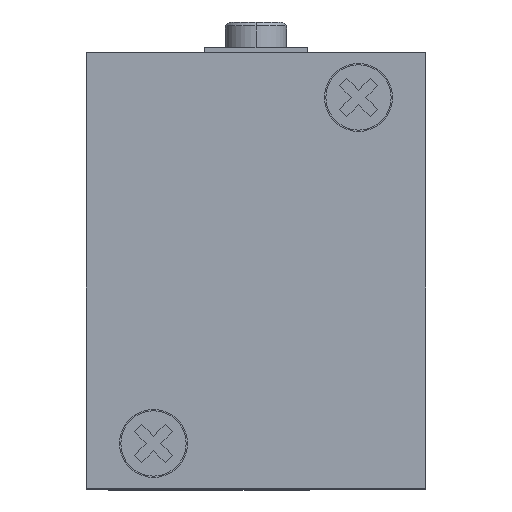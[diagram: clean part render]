
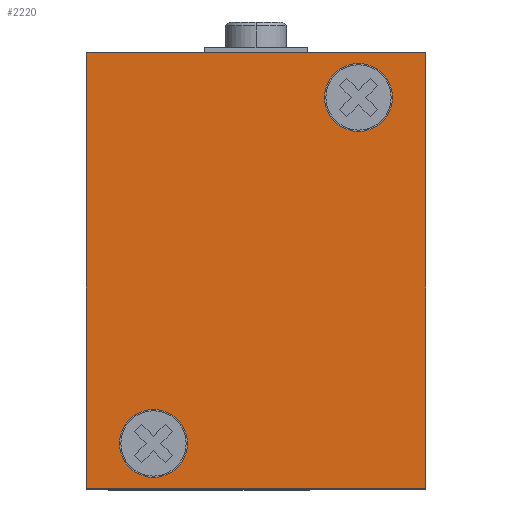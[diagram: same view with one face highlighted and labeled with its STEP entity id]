
A CAD part, top view. The second image highlights one B-rep face of the part: STEP entity #2220.
In plain terms, the highlighted planar face has unit normal (0, 0, 1).
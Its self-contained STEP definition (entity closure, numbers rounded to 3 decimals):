
#802 = EDGE_CURVE ( 'NONE', #7545, #7465, #6764, .T. ) ;
#810 = EDGE_CURVE ( 'NONE', #7502, #7423, #6776, .T. ) ;
#855 = EDGE_CURVE ( 'NONE', #7423, #7502, #6860, .T. ) ;
#860 = EDGE_CURVE ( 'NONE', #7398, #7463, #6868, .T. ) ;
#863 = EDGE_CURVE ( 'NONE', #7391, #7398, #6874, .T. ) ;
#865 = EDGE_CURVE ( 'NONE', #7391, #7399, #6878, .T. ) ;
#867 = EDGE_CURVE ( 'NONE', #7399, #7463, #6882, .T. ) ;
#868 = EDGE_CURVE ( 'NONE', #7465, #7545, #6884, .T. ) ;
#929 = AXIS2_PLACEMENT_3D ( 'NONE', #6701, #6702, #6703 ) ;
#933 = AXIS2_PLACEMENT_3D ( 'NONE', #6652, #6651, #6660 ) ;
#939 = AXIS2_PLACEMENT_3D ( 'NONE', #3495, #3496, #3497 ) ;
#940 = AXIS2_PLACEMENT_3D ( 'NONE', #3505, #3506, #3507 ) ;
#982 = AXIS2_PLACEMENT_3D ( 'NONE', #2315, #2316, #2317 ) ;
#2220 = ADVANCED_FACE ( 'NONE', ( #7022, #7023, #7024 ), #2314, .T. ) ;
#2314 = PLANE ( 'NONE',  #982 ) ;
#2315 = CARTESIAN_POINT ( 'NONE',  ( 0., -16.671, 0. ) ) ;
#2316 = DIRECTION ( 'NONE',  ( 0., 0., 1. ) ) ;
#2317 = DIRECTION ( 'NONE',  ( 1., 0., 0. ) ) ;
#3475 = DIRECTION ( 'NONE',  ( 1., 0., 0. ) ) ;
#3476 = CARTESIAN_POINT ( 'NONE',  ( 0., 0., 0. ) ) ;
#3481 = CARTESIAN_POINT ( 'NONE',  ( -13.25, -16.671, 0. ) ) ;
#3482 = DIRECTION ( 'NONE',  ( 0., -1., 0. ) ) ;
#3485 = CARTESIAN_POINT ( 'NONE',  ( 0., 34., 0. ) ) ;
#3486 = DIRECTION ( 'NONE',  ( 1., 0., 0. ) ) ;
#3495 = CARTESIAN_POINT ( 'NONE',  ( -8., 3.5, 0. ) ) ;
#3496 = DIRECTION ( 'NONE',  ( 0., 0., 1. ) ) ;
#3497 = DIRECTION ( 'NONE',  ( 1., 0., 0. ) ) ;
#3503 = CARTESIAN_POINT ( 'NONE',  ( 13.25, -16.671, 0. ) ) ;
#3504 = DIRECTION ( 'NONE',  ( 0., -1., 0. ) ) ;
#3505 = CARTESIAN_POINT ( 'NONE',  ( 8., 30.5, 0. ) ) ;
#3506 = DIRECTION ( 'NONE',  ( 0., 0., 1. ) ) ;
#3507 = DIRECTION ( 'NONE',  ( 1., 0., 0. ) ) ;
#4789 = EDGE_LOOP ( 'NONE', ( #6607, #6608, #6609, #6610 ) ) ;
#4834 = EDGE_LOOP ( 'NONE', ( #6605, #6606 ) ) ;
#4835 = EDGE_LOOP ( 'NONE', ( #6603, #6604 ) ) ;
#6603 = ORIENTED_EDGE ( 'NONE', *, *, #868, .F. ) ;
#6604 = ORIENTED_EDGE ( 'NONE', *, *, #802, .F. ) ;
#6605 = ORIENTED_EDGE ( 'NONE', *, *, #855, .F. ) ;
#6606 = ORIENTED_EDGE ( 'NONE', *, *, #810, .F. ) ;
#6607 = ORIENTED_EDGE ( 'NONE', *, *, #867, .F. ) ;
#6608 = ORIENTED_EDGE ( 'NONE', *, *, #865, .F. ) ;
#6609 = ORIENTED_EDGE ( 'NONE', *, *, #863, .T. ) ;
#6610 = ORIENTED_EDGE ( 'NONE', *, *, #860, .T. ) ;
#6651 = DIRECTION ( 'NONE',  ( 0., 0., 1. ) ) ;
#6652 = CARTESIAN_POINT ( 'NONE',  ( -8., 3.5, 0. ) ) ;
#6660 = DIRECTION ( 'NONE',  ( 1., 0., 0. ) ) ;
#6701 = CARTESIAN_POINT ( 'NONE',  ( 8., 30.5, 0. ) ) ;
#6702 = DIRECTION ( 'NONE',  ( 0., 0., 1. ) ) ;
#6703 = DIRECTION ( 'NONE',  ( 1., 0., 0. ) ) ;
#6764 = CIRCLE ( 'NONE', #929, 2.65 ) ;
#6776 = CIRCLE ( 'NONE', #933, 2.65 ) ;
#6860 = CIRCLE ( 'NONE', #939, 2.65 ) ;
#6868 = LINE ( 'NONE', #3476, #6869 ) ;
#6869 = VECTOR ( 'NONE', #3475, 1000. ) ;
#6874 = LINE ( 'NONE', #3481, #6875 ) ;
#6875 = VECTOR ( 'NONE', #3482, 1000. ) ;
#6878 = LINE ( 'NONE', #3485, #6879 ) ;
#6879 = VECTOR ( 'NONE', #3486, 1000. ) ;
#6882 = LINE ( 'NONE', #3503, #6883 ) ;
#6883 = VECTOR ( 'NONE', #3504, 1000. ) ;
#6884 = CIRCLE ( 'NONE', #940, 2.65 ) ;
#7022 = FACE_BOUND ( 'NONE', #4835, .T. ) ;
#7023 = FACE_BOUND ( 'NONE', #4834, .T. ) ;
#7024 = FACE_OUTER_BOUND ( 'NONE', #4789, .T. ) ;
#7391 = VERTEX_POINT ( 'NONE', #8424 ) ;
#7398 = VERTEX_POINT ( 'NONE', #8431 ) ;
#7399 = VERTEX_POINT ( 'NONE', #8432 ) ;
#7423 = VERTEX_POINT ( 'NONE', #8456 ) ;
#7463 = VERTEX_POINT ( 'NONE', #8496 ) ;
#7465 = VERTEX_POINT ( 'NONE', #8498 ) ;
#7502 = VERTEX_POINT ( 'NONE', #8535 ) ;
#7545 = VERTEX_POINT ( 'NONE', #8578 ) ;
#8424 = CARTESIAN_POINT ( 'NONE',  ( -13.25, 34., 0. ) ) ;
#8431 = CARTESIAN_POINT ( 'NONE',  ( -13.25, 0., 0. ) ) ;
#8432 = CARTESIAN_POINT ( 'NONE',  ( 13.25, 34., 0. ) ) ;
#8456 = CARTESIAN_POINT ( 'NONE',  ( -5.35, 3.5, 0. ) ) ;
#8496 = CARTESIAN_POINT ( 'NONE',  ( 13.25, 0., 0. ) ) ;
#8498 = CARTESIAN_POINT ( 'NONE',  ( 10.65, 30.5, 0. ) ) ;
#8535 = CARTESIAN_POINT ( 'NONE',  ( -10.65, 3.5, 0. ) ) ;
#8578 = CARTESIAN_POINT ( 'NONE',  ( 5.35, 30.5, 0. ) ) ;
